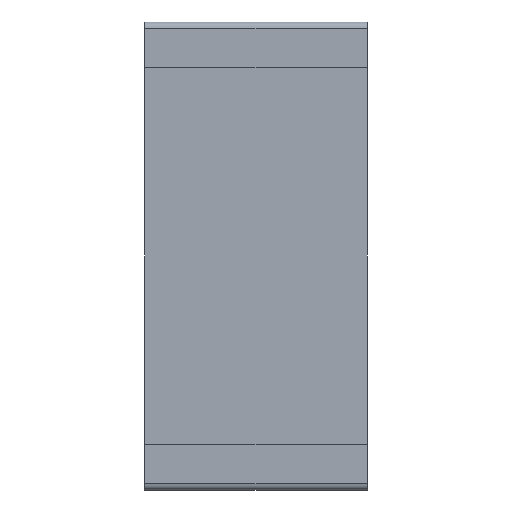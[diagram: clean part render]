
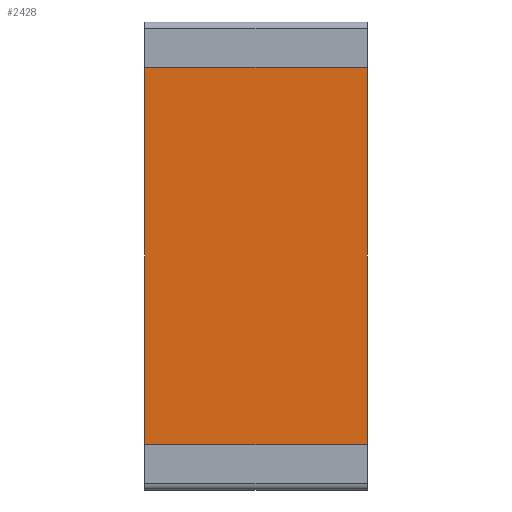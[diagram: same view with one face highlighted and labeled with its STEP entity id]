
A CAD part, front view. The second image highlights one B-rep face of the part: STEP entity #2428.
In plain terms, the highlighted planar face has unit normal (0, -1, 0).
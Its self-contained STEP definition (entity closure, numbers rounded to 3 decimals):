
#168 = DIRECTION ( 'NONE',  ( 0., 0., -1. ) ) ;
#195 = CARTESIAN_POINT ( 'NONE',  ( 1.225, 0.075, 2.5 ) ) ;
#291 = ORIENTED_EDGE ( 'NONE', *, *, #298, .F. ) ;
#298 = EDGE_CURVE ( 'NONE', #3301, #801, #2706, .T. ) ;
#457 = VERTEX_POINT ( 'NONE', #3789 ) ;
#467 = EDGE_LOOP ( 'NONE', ( #2169, #1184, #291, #2836 ) ) ;
#487 = EDGE_CURVE ( 'NONE', #457, #3195, #3701, .T. ) ;
#656 = CARTESIAN_POINT ( 'NONE',  ( 1.225, 0.075, -2.5 ) ) ;
#801 = VERTEX_POINT ( 'NONE', #656 ) ;
#846 = CARTESIAN_POINT ( 'NONE',  ( 1.225, 0.075, 2.5 ) ) ;
#902 = DIRECTION ( 'NONE',  ( 0., 0., 1. ) ) ;
#953 = AXIS2_PLACEMENT_3D ( 'NONE', #195, #1999, #902 ) ;
#1184 = ORIENTED_EDGE ( 'NONE', *, *, #1224, .F. ) ;
#1223 = CARTESIAN_POINT ( 'NONE',  ( 1.225, 0.075, 2.5 ) ) ;
#1224 = EDGE_CURVE ( 'NONE', #801, #3195, #4265, .T. ) ;
#1649 = CARTESIAN_POINT ( 'NONE',  ( 1.225, 0.075, 2.5 ) ) ;
#1746 = VECTOR ( 'NONE', #168, 1000. ) ;
#1843 = CARTESIAN_POINT ( 'NONE',  ( -1.225, 0.075, -2.5 ) ) ;
#1869 = VECTOR ( 'NONE', #2508, 1000. ) ;
#1999 = DIRECTION ( 'NONE',  ( 0., 1., 0. ) ) ;
#2169 = ORIENTED_EDGE ( 'NONE', *, *, #487, .T. ) ;
#2171 = VECTOR ( 'NONE', #2360, 1000. ) ;
#2320 = VECTOR ( 'NONE', #3340, 1000. ) ;
#2349 = PLANE ( 'NONE',  #953 ) ;
#2360 = DIRECTION ( 'NONE',  ( -1., 0., 0. ) ) ;
#2428 = ADVANCED_FACE ( 'NONE', ( #3309 ), #2349, .F. ) ;
#2508 = DIRECTION ( 'NONE',  ( -1., 0., 0. ) ) ;
#2706 = LINE ( 'NONE', #846, #1746 ) ;
#2836 = ORIENTED_EDGE ( 'NONE', *, *, #3725, .T. ) ;
#3195 = VERTEX_POINT ( 'NONE', #1843 ) ;
#3301 = VERTEX_POINT ( 'NONE', #1223 ) ;
#3309 = FACE_OUTER_BOUND ( 'NONE', #467, .T. ) ;
#3340 = DIRECTION ( 'NONE',  ( 0., 0., -1. ) ) ;
#3366 = CARTESIAN_POINT ( 'NONE',  ( -1.225, 0.075, 2.5 ) ) ;
#3701 = LINE ( 'NONE', #3366, #2320 ) ;
#3725 = EDGE_CURVE ( 'NONE', #3301, #457, #4606, .T. ) ;
#3789 = CARTESIAN_POINT ( 'NONE',  ( -1.225, 0.075, 2.5 ) ) ;
#4265 = LINE ( 'NONE', #4334, #1869 ) ;
#4334 = CARTESIAN_POINT ( 'NONE',  ( 1.225, 0.075, -2.5 ) ) ;
#4606 = LINE ( 'NONE', #1649, #2171 ) ;
